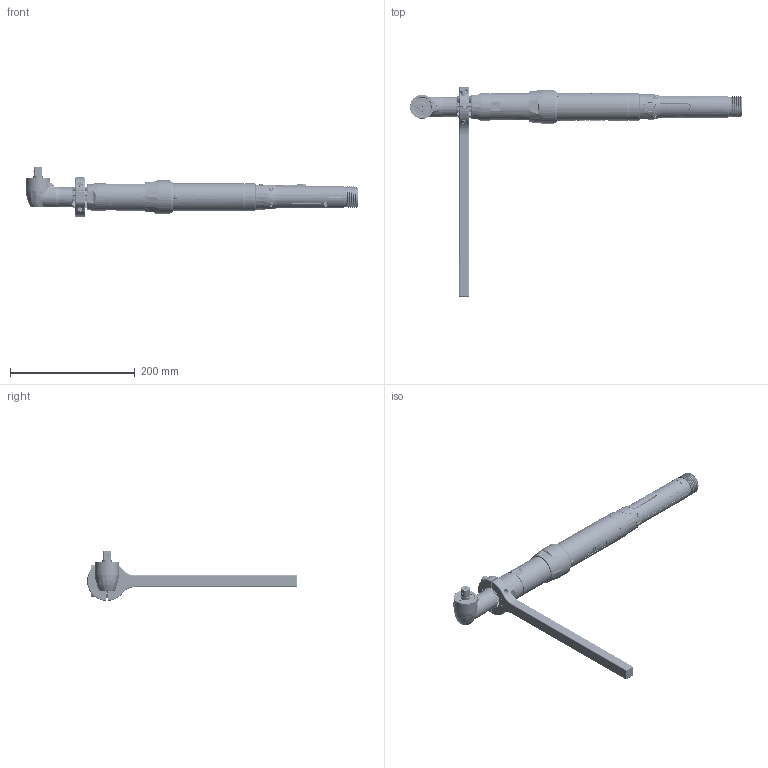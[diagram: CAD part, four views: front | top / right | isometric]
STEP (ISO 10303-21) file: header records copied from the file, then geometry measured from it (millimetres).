
FILE_DESCRIPTION((''),'2;1');
FILE_NAME('EB34LA19-70_SW','2019-09-26T14:55:30',('ZLC1117'),(''),'CREO PARAMETRIC BY PTC INC, 2017380','CREO PARAMETRIC BY PTC INC, 2017380','');
FILE_SCHEMA(('CONFIG_CONTROL_DESIGN'));
Products named in the file (1): EB34LA19-70_SW
Bounding box: 532.57 x 336.55 x 79.94 mm (x, y, z)
Volume: 341811.2 mm3; surface area: 224737.3 mm2
Topology: 8 solids, 8 shells, 5114 faces, 13913 edges, 8838 vertices
Faces by surface type: plane 2122, cylinder 1298, bspline 887, cone 329, torus 191, extrusion 163, sphere 124
Entity records: 369424 total; most frequent: CARTESIAN_POINT 250371, ORIENTED_EDGE 27806, DIRECTION 20461, EDGE_CURVE 13903, VERTEX_POINT 8838, AXIS2_PLACEMENT_3D 7162, VECTOR 6137, LINE 5974
